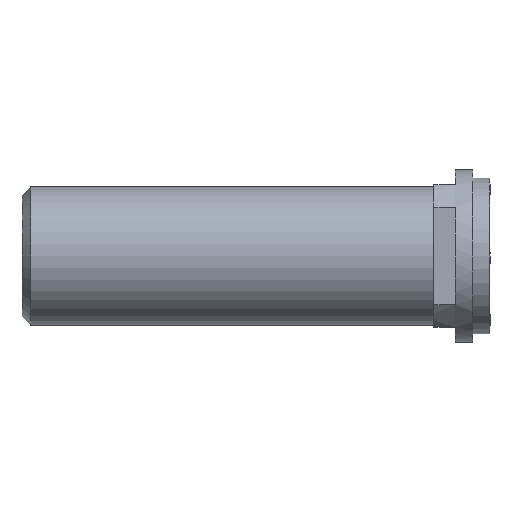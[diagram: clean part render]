
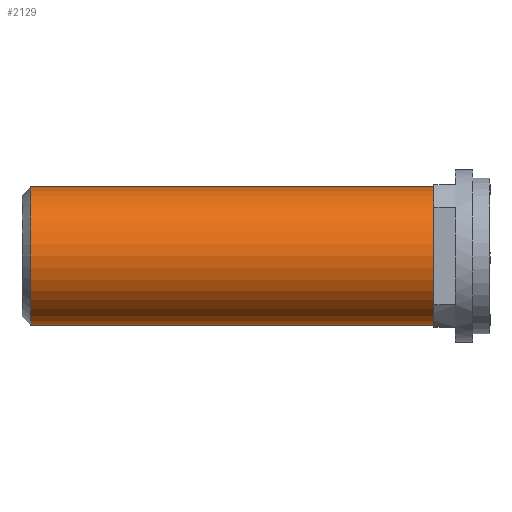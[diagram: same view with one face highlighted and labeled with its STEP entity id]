
A CAD part, left-side view. The second image highlights one B-rep face of the part: STEP entity #2129.
In plain terms, the highlighted cylindrical face has radius 8 mm (diameter 16 mm), a partial arc.
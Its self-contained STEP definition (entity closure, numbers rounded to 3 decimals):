
#47 = CARTESIAN_POINT ( 'NONE',  ( 0., 26.1, -8. ) ) ;
#90 = DIRECTION ( 'NONE',  ( 0., 1., 0. ) ) ;
#321 = CARTESIAN_POINT ( 'NONE',  ( 0., 26.1, 0. ) ) ;
#429 = CARTESIAN_POINT ( 'NONE',  ( 0., -12.694, 0. ) ) ;
#467 = CYLINDRICAL_SURFACE ( 'NONE', #3117, 8. ) ;
#543 = EDGE_CURVE ( 'NONE', #2395, #2447, #1262, .T. ) ;
#608 = VERTEX_POINT ( 'NONE', #47 ) ;
#795 = EDGE_CURVE ( 'NONE', #2447, #2132, #1891, .T. ) ;
#1081 = DIRECTION ( 'NONE',  ( 0., -1., 0. ) ) ;
#1088 = DIRECTION ( 'NONE',  ( 0., 0., 1. ) ) ;
#1130 = AXIS2_PLACEMENT_3D ( 'NONE', #321, #90, #1088 ) ;
#1191 = ORIENTED_EDGE ( 'NONE', *, *, #3124, .F. ) ;
#1262 = LINE ( 'NONE', #1520, #3100 ) ;
#1437 = CIRCLE ( 'NONE', #1130, 8. ) ;
#1520 = CARTESIAN_POINT ( 'NONE',  ( 0., -12.694, 8. ) ) ;
#1612 = ORIENTED_EDGE ( 'NONE', *, *, #795, .F. ) ;
#1777 = DIRECTION ( 'NONE',  ( 0., -1., 0. ) ) ;
#1841 = LINE ( 'NONE', #2340, #3166 ) ;
#1891 = CIRCLE ( 'NONE', #2291, 8. ) ;
#2129 = ADVANCED_FACE ( 'NONE', ( #2166 ), #467, .T. ) ;
#2132 = VERTEX_POINT ( 'NONE', #2436 ) ;
#2166 = FACE_OUTER_BOUND ( 'NONE', #2179, .T. ) ;
#2179 = EDGE_LOOP ( 'NONE', ( #2403, #1191, #2982, #1612 ) ) ;
#2291 = AXIS2_PLACEMENT_3D ( 'NONE', #2993, #1777, #2730 ) ;
#2340 = CARTESIAN_POINT ( 'NONE',  ( 0., -12.694, -8. ) ) ;
#2363 = EDGE_CURVE ( 'NONE', #608, #2132, #1841, .T. ) ;
#2388 = DIRECTION ( 'NONE',  ( 0., -1., 0. ) ) ;
#2395 = VERTEX_POINT ( 'NONE', #2540 ) ;
#2403 = ORIENTED_EDGE ( 'NONE', *, *, #543, .F. ) ;
#2415 = CARTESIAN_POINT ( 'NONE',  ( 0., -20.6, 8. ) ) ;
#2436 = CARTESIAN_POINT ( 'NONE',  ( 0., -20.6, -8. ) ) ;
#2447 = VERTEX_POINT ( 'NONE', #2415 ) ;
#2540 = CARTESIAN_POINT ( 'NONE',  ( 0., 26.1, 8. ) ) ;
#2730 = DIRECTION ( 'NONE',  ( 0., 0., -1. ) ) ;
#2982 = ORIENTED_EDGE ( 'NONE', *, *, #2363, .T. ) ;
#2993 = CARTESIAN_POINT ( 'NONE',  ( 0., -20.6, 0. ) ) ;
#3100 = VECTOR ( 'NONE', #3154, 1000. ) ;
#3106 = DIRECTION ( 'NONE',  ( 0., 0., -1. ) ) ;
#3117 = AXIS2_PLACEMENT_3D ( 'NONE', #429, #2388, #3106 ) ;
#3124 = EDGE_CURVE ( 'NONE', #608, #2395, #1437, .T. ) ;
#3154 = DIRECTION ( 'NONE',  ( 0., -1., 0. ) ) ;
#3166 = VECTOR ( 'NONE', #1081, 1000. ) ;
